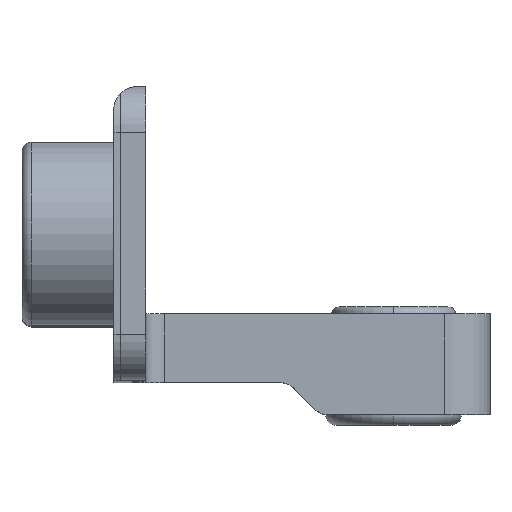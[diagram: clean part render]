
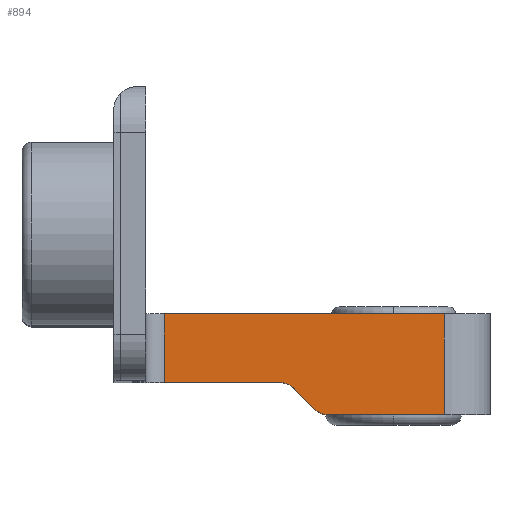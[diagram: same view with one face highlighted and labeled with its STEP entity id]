
A CAD part, top view. The second image highlights one B-rep face of the part: STEP entity #894.
In plain terms, the highlighted planar face has unit normal (0, 0, 1).
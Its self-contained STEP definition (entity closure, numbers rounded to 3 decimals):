
#490=PLANE('',#6892);
#894=ADVANCED_FACE('',(#1279),#490,.T.);
#1279=FACE_OUTER_BOUND('',#1648,.T.);
#1648=EDGE_LOOP('',(#3824,#3825,#3826,#3827,#3828,#3829,#3830,#3831));
#1796=CIRCLE('',#6416,0.4);
#2059=CIRCLE('',#6891,0.4);
#3824=ORIENTED_EDGE('',*,*,#4791,.T.);
#3825=ORIENTED_EDGE('',*,*,#5321,.T.);
#3826=ORIENTED_EDGE('',*,*,#5322,.T.);
#3827=ORIENTED_EDGE('',*,*,#4783,.T.);
#3828=ORIENTED_EDGE('',*,*,#4770,.T.);
#3829=ORIENTED_EDGE('',*,*,#5323,.F.);
#3830=ORIENTED_EDGE('',*,*,#4757,.F.);
#3831=ORIENTED_EDGE('',*,*,#5320,.T.);
#4075=VERTEX_POINT('',#10205);
#4076=VERTEX_POINT('',#10207);
#4086=VERTEX_POINT('',#10233);
#4087=VERTEX_POINT('',#10234);
#4096=VERTEX_POINT('',#10266);
#4100=VERTEX_POINT('',#10279);
#4101=VERTEX_POINT('',#10281);
#4429=VERTEX_POINT('',#11528);
#4757=EDGE_CURVE('',#4075,#4076,#5482,.T.);
#4770=EDGE_CURVE('',#4086,#4087,#5487,.T.);
#4783=EDGE_CURVE('',#4096,#4086,#1796,.T.);
#4791=EDGE_CURVE('',#4101,#4100,#5497,.T.);
#5320=EDGE_CURVE('',#4075,#4101,#5732,.T.);
#5321=EDGE_CURVE('',#4100,#4429,#2059,.T.);
#5322=EDGE_CURVE('',#4429,#4096,#5733,.T.);
#5323=EDGE_CURVE('',#4076,#4087,#5734,.T.);
#5482=LINE('',#10206,#5915);
#5487=LINE('',#10232,#5920);
#5497=LINE('',#10280,#5930);
#5732=LINE('',#11525,#6165);
#5733=LINE('',#11529,#6166);
#5734=LINE('',#11530,#6167);
#5915=VECTOR('',#7525,1.);
#5920=VECTOR('',#7552,1.);
#5930=VECTOR('',#7594,1.);
#6165=VECTOR('',#8767,1.);
#6166=VECTOR('',#8772,1.);
#6167=VECTOR('',#8773,1.);
#6416=AXIS2_PLACEMENT_3D('',#10265,#7579,#7580);
#6891=AXIS2_PLACEMENT_3D('',#11527,#8770,#8771);
#6892=AXIS2_PLACEMENT_3D('',#11531,#8774,#8775);
#7525=DIRECTION('',(1.,0.,0.));
#7552=DIRECTION('',(1.,0.,0.));
#7579=DIRECTION('',(0.,0.,1.));
#7580=DIRECTION('',(-0.707,-0.707,0.));
#7594=DIRECTION('',(1.,0.,0.));
#8767=DIRECTION('',(0.,-1.,0.));
#8770=DIRECTION('',(0.,0.,-1.));
#8771=DIRECTION('',(0.,1.,0.));
#8772=DIRECTION('',(0.707,-0.707,0.));
#8773=DIRECTION('',(0.,-1.,0.));
#8774=DIRECTION('',(0.,0.,1.));
#8775=DIRECTION('',(0.,-1.,0.));
#10205=CARTESIAN_POINT('',(-53.1,7.07,-15.27));
#10206=CARTESIAN_POINT('',(-53.1,7.07,-15.27));
#10207=CARTESIAN_POINT('',(-47.,7.07,-15.27));
#10232=CARTESIAN_POINT('',(-49.534,4.87,-15.27));
#10233=CARTESIAN_POINT('',(-49.534,4.87,-15.27));
#10234=CARTESIAN_POINT('',(-47.,4.87,-15.27));
#10265=CARTESIAN_POINT('',(-49.534,5.27,-15.27));
#10266=CARTESIAN_POINT('',(-49.817,4.987,-15.27));
#10279=CARTESIAN_POINT('',(-50.566,5.57,-15.27));
#10280=CARTESIAN_POINT('',(-53.1,5.57,-15.27));
#10281=CARTESIAN_POINT('',(-53.1,5.57,-15.27));
#11525=CARTESIAN_POINT('',(-53.1,7.07,-15.27));
#11527=CARTESIAN_POINT('',(-50.566,5.17,-15.27));
#11528=CARTESIAN_POINT('',(-50.283,5.453,-15.27));
#11529=CARTESIAN_POINT('',(-50.283,5.453,-15.27));
#11530=CARTESIAN_POINT('',(-47.,7.07,-15.27));
#11531=CARTESIAN_POINT('',(-46.5,0.,-15.27));
